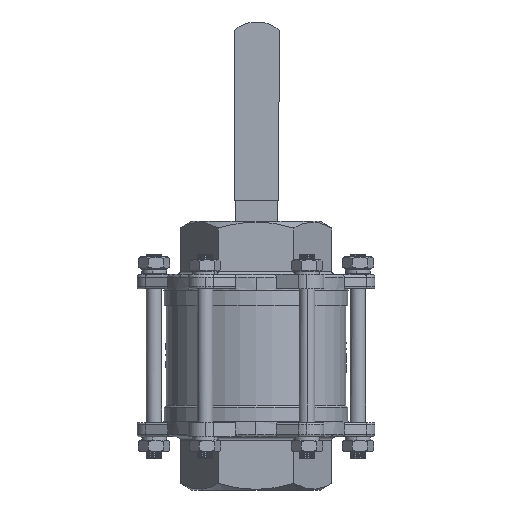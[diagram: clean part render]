
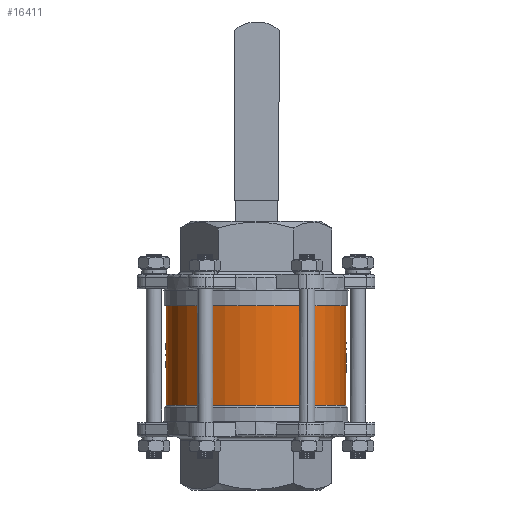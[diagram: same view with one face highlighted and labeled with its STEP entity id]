
A CAD part, front view. The second image highlights one B-rep face of the part: STEP entity #16411.
In plain terms, the highlighted cylindrical face has radius 68.5 mm (diameter 137 mm), a partial arc.
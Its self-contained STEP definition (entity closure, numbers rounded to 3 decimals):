
#1515=LINE('',#31598,#2764);
#1516=LINE('',#31600,#2765);
#2764=VECTOR('',#19779,1000.);
#2765=VECTOR('',#19780,1000.);
#3768=CYLINDRICAL_SURFACE('',#17617,68.5);
#5523=ORIENTED_EDGE('',*,*,#9864,.F.);
#5524=ORIENTED_EDGE('',*,*,#9861,.T.);
#5525=ORIENTED_EDGE('',*,*,#9865,.T.);
#5526=ORIENTED_EDGE('',*,*,#9866,.F.);
#9861=EDGE_CURVE('',#12032,#12030,#13181,.T.);
#9864=EDGE_CURVE('',#12032,#12034,#1515,.T.);
#9865=EDGE_CURVE('',#12030,#12035,#1516,.T.);
#9866=EDGE_CURVE('',#12034,#12035,#13183,.T.);
#12030=VERTEX_POINT('',#31590);
#12032=VERTEX_POINT('',#31593);
#12034=VERTEX_POINT('',#31599);
#12035=VERTEX_POINT('',#31601);
#13181=CIRCLE('',#17615,68.5);
#13183=CIRCLE('',#17618,68.5);
#13887=EDGE_LOOP('',(#5523,#5524,#5525,#5526));
#14951=FACE_BOUND('',#13887,.T.);
#16411=ADVANCED_FACE('',(#14951),#3768,.T.);
#17615=AXIS2_PLACEMENT_3D('',#31592,#19772,#19773);
#17617=AXIS2_PLACEMENT_3D('',#31597,#19777,#19778);
#17618=AXIS2_PLACEMENT_3D('',#31602,#19781,#19782);
#19772=DIRECTION('',(0.,0.,1.));
#19773=DIRECTION('',(1.,0.,0.));
#19777=DIRECTION('',(0.,0.,1.));
#19778=DIRECTION('',(1.,0.,0.));
#19779=DIRECTION('',(0.,0.,1.));
#19780=DIRECTION('',(0.,0.,1.));
#19781=DIRECTION('',(0.,0.,1.));
#19782=DIRECTION('',(1.,0.,0.));
#31590=CARTESIAN_POINT('',(68.5,0.,-38.));
#31592=CARTESIAN_POINT('',(0.,0.,-38.));
#31593=CARTESIAN_POINT('',(-68.5,0.,-38.));
#31597=CARTESIAN_POINT('',(0.,0.,-38.));
#31598=CARTESIAN_POINT('',(-68.5,0.,-38.));
#31599=CARTESIAN_POINT('',(-68.5,0.,38.));
#31600=CARTESIAN_POINT('',(68.5,0.,-38.));
#31601=CARTESIAN_POINT('',(68.5,0.,38.));
#31602=CARTESIAN_POINT('',(0.,0.,38.));
